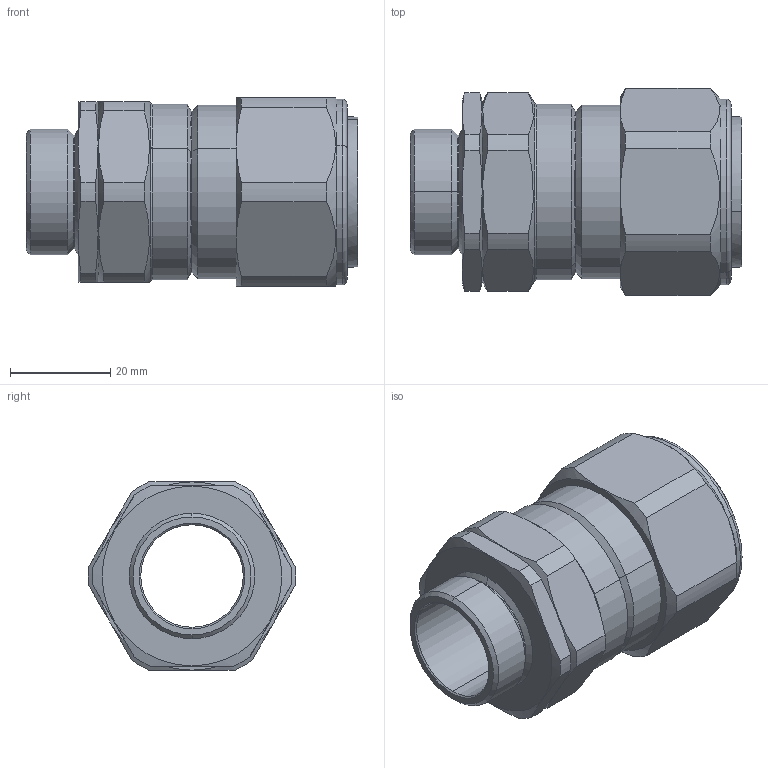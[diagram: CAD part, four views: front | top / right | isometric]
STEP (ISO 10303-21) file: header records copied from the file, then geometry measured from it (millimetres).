
FILE_DESCRIPTION (( 'STEP AP203' ), '1' );
FILE_NAME ('25CW1RA.STEP', '2021-04-15T09:52:41', ( '' ), ( '' ), 'SwSTEP 2.0', 'SolidWorks 2017', '' );
FILE_SCHEMA (( 'CONFIG_CONTROL_DESIGN' ));
Length unit declared in the file: millimetre
Products named in the file (1): 25CW1RA
Bounding box: 65.95 x 41.23 x 37.5 mm (x, y, z)
Volume: 33531.5 mm3; surface area: 14574.7 mm2
Topology: 1 solids, 16 shells, 220 faces, 510 edges, 328 vertices
Faces by surface type: plane 84, cylinder 56, bspline 36, cone 34, torus 10
Entity records: 8381 total; most frequent: CARTESIAN_POINT 3515, ORIENTED_EDGE 1020, DIRECTION 920, EDGE_CURVE 510, AXIS2_PLACEMENT_3D 349, VERTEX_POINT 328, EDGE_LOOP 228, LINE 222
